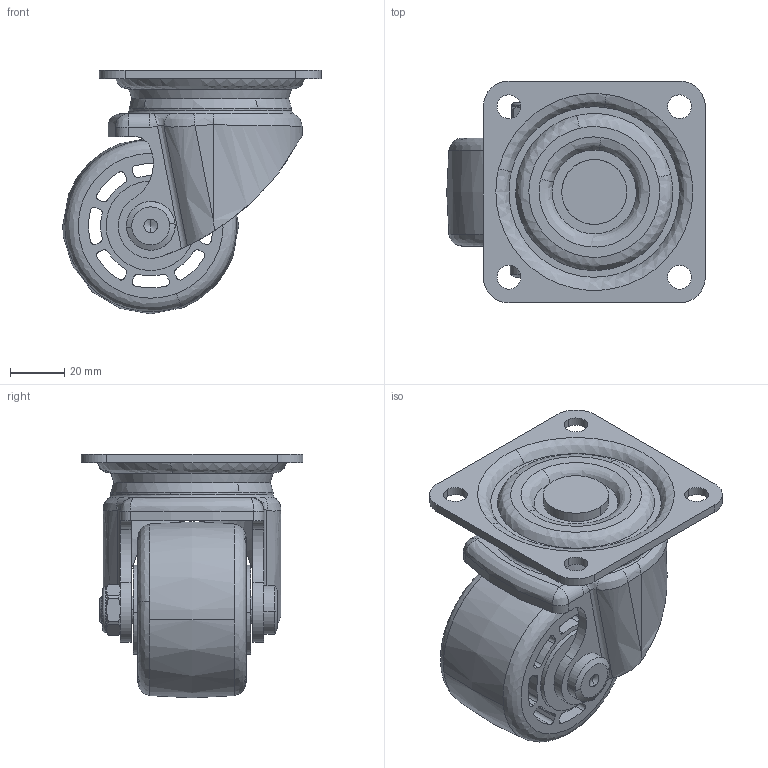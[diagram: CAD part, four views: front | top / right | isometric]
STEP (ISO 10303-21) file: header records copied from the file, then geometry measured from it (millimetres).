
FILE_DESCRIPTION((''),'2;1');
FILE_NAME('','2005-12-15T17:32:50',(''),(''),'','CADfix','');
FILE_SCHEMA(('AUTOMOTIVE_DESIGN'));
Length unit declared in the file: millimetre
Products named in the file (6): main shaft; wheel; mounting plate; body; axle; No_540S_BAU65_697_36
Assembly tree (5 placements, depth 2):
  No_540S_BAU65_697_36
    main shaft
    wheel
    mounting plate
    body
    axle
Bounding box: 95.5 x 82 x 90 mm (x, y, z)
Volume: 208211.7 mm3; surface area: 66412 mm2
Topology: 5 solids, 5 shells, 276 faces, 811 edges, 555 vertices
Faces by surface type: bspline 276
Entity records: 12193 total; most frequent: CARTESIAN_POINT 7715, ORIENTED_EDGE 1618, EDGE_CURVE 809, VERTEX_POINT 555, EDGE_LOOP 322, FACE_OUTER_BOUND 276, ADVANCED_FACE 276, QUASI_UNIFORM_CURVE 256
